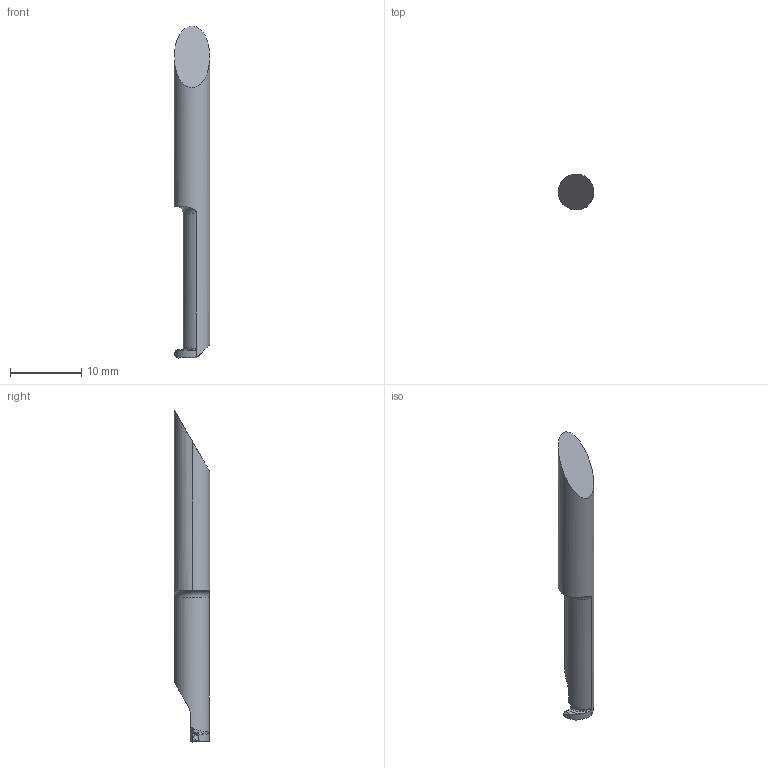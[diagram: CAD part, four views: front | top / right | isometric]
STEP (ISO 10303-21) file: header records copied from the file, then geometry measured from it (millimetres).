
FILE_DESCRIPTION(/* description */ (''),/* implementation_level */ '2;1');
FILE_NAME(/* name */ '1530531928709.stp',/* time_stamp */ '2018-07-02T13:45:35+02:00',/* author */ (''),/* organization */ ('SMS'),/* preprocessor_version */ 'ST-DEVELOPER v15',/* originating_system */ 'SIEMENS PLM Software NX 8.5',/* authorisation */ '');
FILE_SCHEMA (('AUTOMOTIVE_DESIGN { 1 0 10303 214 3 1 1 1 }'));
Length unit declared in the file: millimetre
Products named in the file (1): 201740905mod000_00
Bounding box: 5 x 5 x 46.58 mm (x, y, z)
Volume: 662.1 mm3; surface area: 650.4 mm2
Topology: 2 solids, 2 shells, 27 faces, 69 edges, 49 vertices
Faces by surface type: plane 10, cylinder 8, bspline 7, torus 2
Entity records: 1191 total; most frequent: CARTESIAN_POINT 577, ORIENTED_EDGE 136, DIRECTION 84, EDGE_CURVE 68, VERTEX_POINT 45, AXIS2_PLACEMENT_3D 33, B_SPLINE_CURVE_WITH_KNOTS 31, ADVANCED_FACE 27
